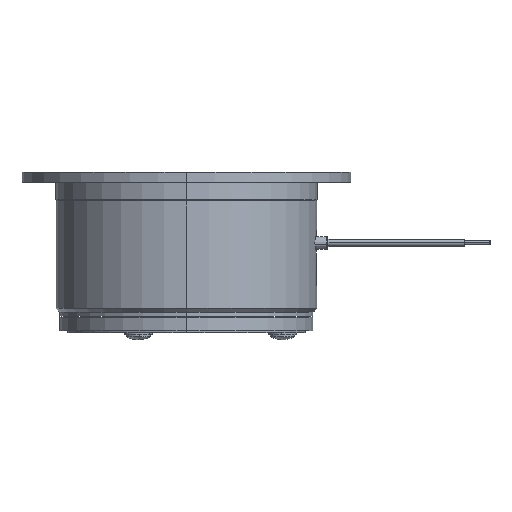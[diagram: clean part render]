
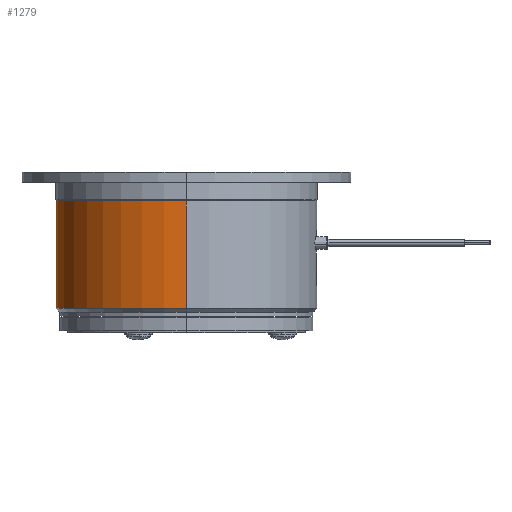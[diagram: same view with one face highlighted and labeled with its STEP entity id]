
A CAD part, left-side view. The second image highlights one B-rep face of the part: STEP entity #1279.
In plain terms, the highlighted cylindrical face has radius 25.75 mm (diameter 51.5 mm), a partial arc.
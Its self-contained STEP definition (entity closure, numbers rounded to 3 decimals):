
#37 = ORIENTED_EDGE ( 'NONE', *, *, #7539, .F. ) ;
#177 = VERTEX_POINT ( 'NONE', #2906 ) ;
#580 = VERTEX_POINT ( 'NONE', #5995 ) ;
#719 = CARTESIAN_POINT ( 'NONE',  ( 0., 0., -1.074 ) ) ;
#752 = DIRECTION ( 'NONE',  ( 0., 0., 1. ) ) ;
#859 = CARTESIAN_POINT ( 'NONE',  ( -25.75, 0., -5.7 ) ) ;
#920 = CARTESIAN_POINT ( 'NONE',  ( 0., 0., -26.95 ) ) ;
#1156 = ORIENTED_EDGE ( 'NONE', *, *, #6426, .T. ) ;
#1173 = AXIS2_PLACEMENT_3D ( 'NONE', #5193, #752, #8971 ) ;
#1279 = ADVANCED_FACE ( 'NONE', ( #5206 ), #3661, .T. ) ;
#1335 = EDGE_CURVE ( 'NONE', #177, #7541, #5938, .T. ) ;
#1783 = AXIS2_PLACEMENT_3D ( 'NONE', #719, #7323, #8244 ) ;
#2074 = AXIS2_PLACEMENT_3D ( 'NONE', #920, #5359, #8352 ) ;
#2220 = CIRCLE ( 'NONE', #2074, 25.75 ) ;
#2280 = DIRECTION ( 'NONE',  ( 0., 0., 1. ) ) ;
#2906 = CARTESIAN_POINT ( 'NONE',  ( -25.75, 0., -26.95 ) ) ;
#3589 = CARTESIAN_POINT ( 'NONE',  ( 25.75, 0., -26.95 ) ) ;
#3661 = CYLINDRICAL_SURFACE ( 'NONE', #1783, 25.75 ) ;
#3734 = ORIENTED_EDGE ( 'NONE', *, *, #4460, .F. ) ;
#4460 = EDGE_CURVE ( 'NONE', #580, #7541, #5688, .T. ) ;
#4668 = DIRECTION ( 'NONE',  ( 0., 0., 1. ) ) ;
#4811 = VERTEX_POINT ( 'NONE', #3589 ) ;
#5185 = CARTESIAN_POINT ( 'NONE',  ( 25.75, 0., -1.074 ) ) ;
#5193 = CARTESIAN_POINT ( 'NONE',  ( 0., 0., -5.7 ) ) ;
#5206 = FACE_OUTER_BOUND ( 'NONE', #7328, .T. ) ;
#5359 = DIRECTION ( 'NONE',  ( 0., 0., 1. ) ) ;
#5688 = CIRCLE ( 'NONE', #1173, 25.75 ) ;
#5938 = LINE ( 'NONE', #9030, #7555 ) ;
#5995 = CARTESIAN_POINT ( 'NONE',  ( 25.75, 0., -5.7 ) ) ;
#6426 = EDGE_CURVE ( 'NONE', #4811, #177, #2220, .T. ) ;
#7206 = VECTOR ( 'NONE', #2280, 1000. ) ;
#7323 = DIRECTION ( 'NONE',  ( 0., 0., 1. ) ) ;
#7328 = EDGE_LOOP ( 'NONE', ( #1156, #7893, #3734, #37 ) ) ;
#7539 = EDGE_CURVE ( 'NONE', #4811, #580, #9061, .T. ) ;
#7541 = VERTEX_POINT ( 'NONE', #859 ) ;
#7555 = VECTOR ( 'NONE', #4668, 1000. ) ;
#7893 = ORIENTED_EDGE ( 'NONE', *, *, #1335, .T. ) ;
#8244 = DIRECTION ( 'NONE',  ( 1., 0., 0. ) ) ;
#8352 = DIRECTION ( 'NONE',  ( 1., 0., 0. ) ) ;
#8971 = DIRECTION ( 'NONE',  ( 1., 0., 0. ) ) ;
#9030 = CARTESIAN_POINT ( 'NONE',  ( -25.75, 0., -1.074 ) ) ;
#9061 = LINE ( 'NONE', #5185, #7206 ) ;
